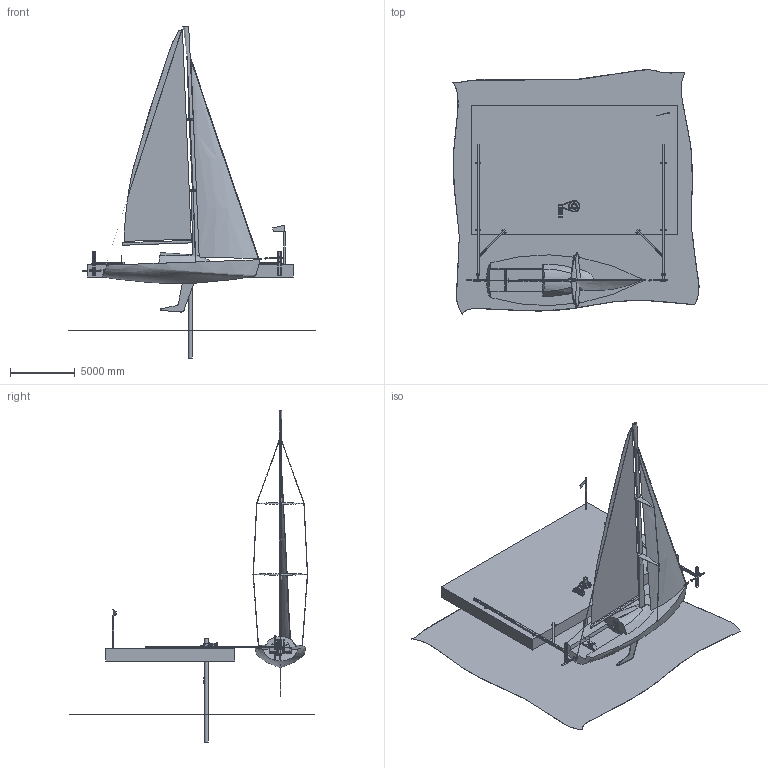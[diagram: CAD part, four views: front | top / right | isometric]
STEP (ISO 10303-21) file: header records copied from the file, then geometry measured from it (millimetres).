
FILE_DESCRIPTION(('FreeCAD Model'),'2;1');
FILE_NAME('Open CASCADE Shape Model','2025-05-05T17:20:53',('FreeCAD'),( 'FreeCAD'),'Open CASCADE STEP processor 7.6','FreeCAD','Unknown');
FILE_SCHEMA(('AUTOMOTIVE_DESIGN { 1 0 10303 214 1 1 1 1 }'));
Products named in the file (1): Open CASCADE STEP translator 7.6 1
Bounding box: 19074.4 x 18940.53 x 25730.72 mm (x, y, z)
Volume: 205207781968.3 mm3; surface area: 1389385177.3 mm2
Topology: 114 solids, 115 shells, 2770 faces, 7547 edges, 5024 vertices
Faces by surface type: plane 1719, cylinder 829, cone 118, bspline 48, sphere 36, torus 20
Full cylindrical faces by diameter (mm): 3.242 x36, 3.4 x36, 13.5 x48, 15 x2, 16 x7, 17.5 x7, 20 x6, 24 x3, 26 x3, 30 x54, 40 x10, 41 x3, 50 x7, 52 x6, 60 x4, 61 x3, 73 x9, 90 x5, 95 x6, 100 x3, 116 x8, 120 x1, 136 x8, 140 x2, 300 x3, 350 x2, 388 x1, 400 x4, 410 x1, 420 x2
Entity records: 94303 total; most frequent: CARTESIAN_POINT 23913, ORIENTED_EDGE 14702, DIRECTION 14246, EDGE_CURVE 7351, VERTEX_POINT 4922, AXIS2_PLACEMENT_3D 4756, LINE 4734, VECTOR 4734
